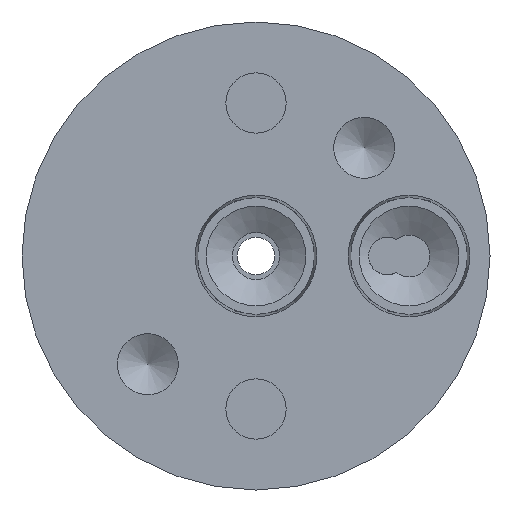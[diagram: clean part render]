
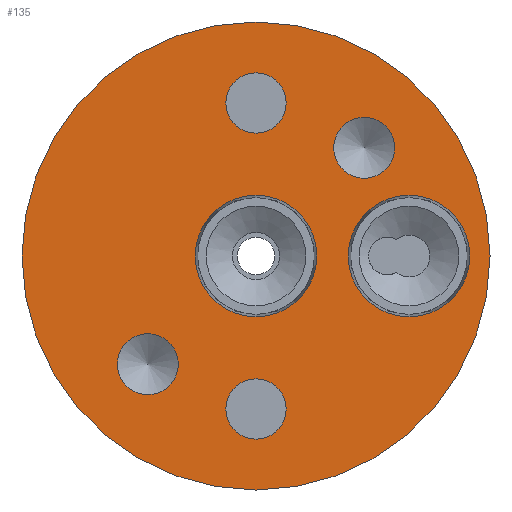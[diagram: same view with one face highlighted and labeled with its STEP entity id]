
A CAD part, front view. The second image highlights one B-rep face of the part: STEP entity #135.
In plain terms, the highlighted planar face has unit normal (0, -1, 0).
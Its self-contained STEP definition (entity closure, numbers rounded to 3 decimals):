
#11 = AXIS2_PLACEMENT_3D ( 'NONE', #835, #2414, #814 ) ;
#18 = CIRCLE ( 'NONE', #154, 2.58 ) ;
#75 = CIRCLE ( 'NONE', #2267, 2.553 ) ;
#127 = DIRECTION ( 'NONE',  ( 0., -1., 0. ) ) ;
#134 = FACE_BOUND ( 'NONE', #631, .T. ) ;
#135 = ADVANCED_FACE ( 'NONE', ( #134, #1844, #1483, #2282, #1885, #901, #1690 ), #526, .T. ) ;
#141 = DIRECTION ( 'NONE',  ( 0., 0., -1. ) ) ;
#154 = AXIS2_PLACEMENT_3D ( 'NONE', #920, #127, #353 ) ;
#184 = DIRECTION ( 'NONE',  ( 0., -1., 0. ) ) ;
#215 = ORIENTED_EDGE ( 'NONE', *, *, #817, .F. ) ;
#293 = CARTESIAN_POINT ( 'NONE',  ( 0., -15.875, -5.144 ) ) ;
#304 = CARTESIAN_POINT ( 'NONE',  ( 0., -15.875, 10.401 ) ) ;
#313 = ORIENTED_EDGE ( 'NONE', *, *, #1330, .F. ) ;
#314 = DIRECTION ( 'NONE',  ( 0., -1., 0. ) ) ;
#353 = DIRECTION ( 'NONE',  ( 0., 0., -1. ) ) ;
#397 = CARTESIAN_POINT ( 'NONE',  ( 0., -15.875, -12.954 ) ) ;
#504 = DIRECTION ( 'NONE',  ( 0., -1., 0. ) ) ;
#526 = PLANE ( 'NONE',  #830 ) ;
#594 = DIRECTION ( 'NONE',  ( 0., 1., 0. ) ) ;
#609 = CARTESIAN_POINT ( 'NONE',  ( 0., -15.875, 0. ) ) ;
#631 = EDGE_LOOP ( 'NONE', ( #2456 ) ) ;
#698 = CARTESIAN_POINT ( 'NONE',  ( 12.954, -15.875, 0. ) ) ;
#717 = VERTEX_POINT ( 'NONE', #1519 ) ;
#765 = VERTEX_POINT ( 'NONE', #1545 ) ;
#814 = DIRECTION ( 'NONE',  ( 0., 0., -1. ) ) ;
#817 = EDGE_CURVE ( 'NONE', #967, #967, #75, .T. ) ;
#830 = AXIS2_PLACEMENT_3D ( 'NONE', #1337, #184, #2339 ) ;
#835 = CARTESIAN_POINT ( 'NONE',  ( 9.16, -15.875, 9.16 ) ) ;
#866 = EDGE_LOOP ( 'NONE', ( #1672 ) ) ;
#901 = FACE_BOUND ( 'NONE', #2537, .T. ) ;
#920 = CARTESIAN_POINT ( 'NONE',  ( -9.16, -15.875, -9.16 ) ) ;
#945 = CARTESIAN_POINT ( 'NONE',  ( 9.16, -15.875, 6.58 ) ) ;
#967 = VERTEX_POINT ( 'NONE', #1676 ) ;
#981 = CIRCLE ( 'NONE', #2434, 5.144 ) ;
#1036 = AXIS2_PLACEMENT_3D ( 'NONE', #1661, #1850, #1416 ) ;
#1047 = DIRECTION ( 'NONE',  ( 0., 0., -1. ) ) ;
#1177 = CIRCLE ( 'NONE', #2296, 19.812 ) ;
#1272 = ORIENTED_EDGE ( 'NONE', *, *, #2241, .F. ) ;
#1330 = EDGE_CURVE ( 'NONE', #2210, #2210, #2400, .T. ) ;
#1337 = CARTESIAN_POINT ( 'NONE',  ( -19.812, -15.875, 0. ) ) ;
#1416 = DIRECTION ( 'NONE',  ( 0., 0., -1. ) ) ;
#1483 = FACE_BOUND ( 'NONE', #1811, .T. ) ;
#1517 = CIRCLE ( 'NONE', #11, 2.58 ) ;
#1519 = CARTESIAN_POINT ( 'NONE',  ( -9.16, -15.875, -11.74 ) ) ;
#1545 = CARTESIAN_POINT ( 'NONE',  ( 12.954, -15.875, -5.144 ) ) ;
#1661 = CARTESIAN_POINT ( 'NONE',  ( 0., -15.875, 0. ) ) ;
#1672 = ORIENTED_EDGE ( 'NONE', *, *, #2306, .F. ) ;
#1676 = CARTESIAN_POINT ( 'NONE',  ( 0., -15.875, -15.507 ) ) ;
#1690 = FACE_OUTER_BOUND ( 'NONE', #866, .T. ) ;
#1777 = EDGE_CURVE ( 'NONE', #2227, #2227, #2069, .T. ) ;
#1811 = EDGE_LOOP ( 'NONE', ( #1272 ) ) ;
#1836 = EDGE_LOOP ( 'NONE', ( #2330 ) ) ;
#1844 = FACE_BOUND ( 'NONE', #1836, .T. ) ;
#1850 = DIRECTION ( 'NONE',  ( 0., -1., 0. ) ) ;
#1885 = FACE_BOUND ( 'NONE', #2483, .T. ) ;
#1886 = ORIENTED_EDGE ( 'NONE', *, *, #1777, .F. ) ;
#1944 = DIRECTION ( 'NONE',  ( 0., 0., -1. ) ) ;
#2024 = CARTESIAN_POINT ( 'NONE',  ( 0., -15.875, 12.954 ) ) ;
#2059 = EDGE_LOOP ( 'NONE', ( #1886 ) ) ;
#2069 = CIRCLE ( 'NONE', #2405, 2.553 ) ;
#2100 = EDGE_CURVE ( 'NONE', #717, #717, #18, .T. ) ;
#2113 = CARTESIAN_POINT ( 'NONE',  ( 0., -15.875, 19.812 ) ) ;
#2118 = DIRECTION ( 'NONE',  ( 0., -1., 0. ) ) ;
#2210 = VERTEX_POINT ( 'NONE', #293 ) ;
#2227 = VERTEX_POINT ( 'NONE', #304 ) ;
#2241 = EDGE_CURVE ( 'NONE', #765, #765, #981, .T. ) ;
#2267 = AXIS2_PLACEMENT_3D ( 'NONE', #397, #2118, #1944 ) ;
#2282 = FACE_BOUND ( 'NONE', #2059, .T. ) ;
#2289 = VERTEX_POINT ( 'NONE', #2113 ) ;
#2296 = AXIS2_PLACEMENT_3D ( 'NONE', #609, #594, #2525 ) ;
#2306 = EDGE_CURVE ( 'NONE', #2289, #2289, #1177, .T. ) ;
#2326 = VERTEX_POINT ( 'NONE', #945 ) ;
#2330 = ORIENTED_EDGE ( 'NONE', *, *, #2100, .F. ) ;
#2339 = DIRECTION ( 'NONE',  ( 0., 0., -1. ) ) ;
#2389 = EDGE_CURVE ( 'NONE', #2326, #2326, #1517, .T. ) ;
#2400 = CIRCLE ( 'NONE', #1036, 5.144 ) ;
#2405 = AXIS2_PLACEMENT_3D ( 'NONE', #2024, #314, #1047 ) ;
#2414 = DIRECTION ( 'NONE',  ( 0., -1., 0. ) ) ;
#2434 = AXIS2_PLACEMENT_3D ( 'NONE', #698, #504, #141 ) ;
#2456 = ORIENTED_EDGE ( 'NONE', *, *, #2389, .F. ) ;
#2483 = EDGE_LOOP ( 'NONE', ( #215 ) ) ;
#2525 = DIRECTION ( 'NONE',  ( 0., 0., 1. ) ) ;
#2537 = EDGE_LOOP ( 'NONE', ( #313 ) ) ;
